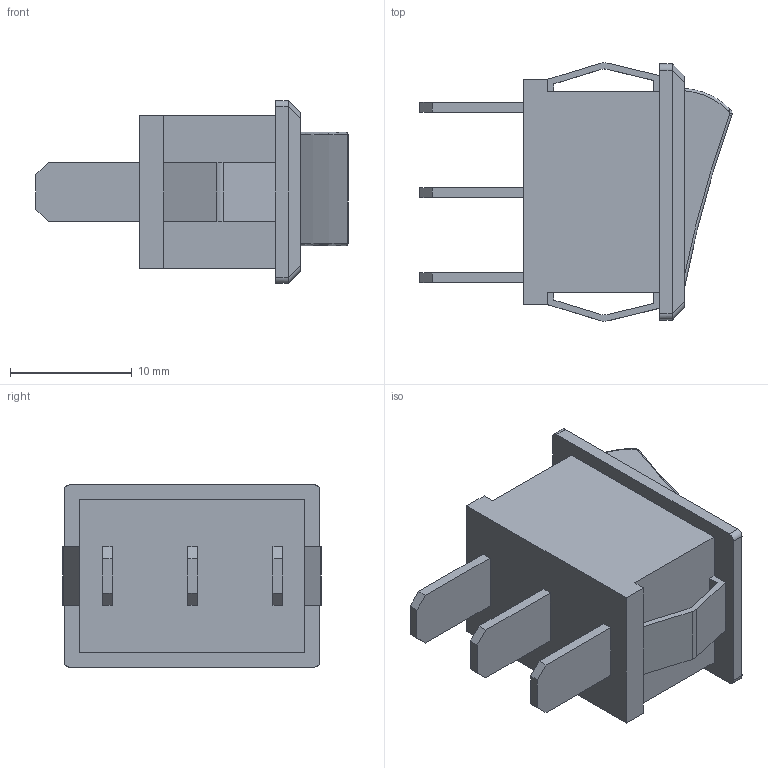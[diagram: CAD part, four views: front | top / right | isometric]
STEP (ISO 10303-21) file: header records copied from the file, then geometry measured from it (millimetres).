
FILE_DESCRIPTION(('HOOPS Exchange Step'),'2;1');
FILE_NAME('temp_export','2025-10-02T10:00:23-07:00',('manea'),('Shapr3D Limited'),'HOOPS Exchange 2025.5','Shapr3D','Authorized');
FILE_SCHEMA( ('AP242_MANAGED_MODEL_BASED_3D_ENGINEERING_MIM_LF {1 0 10303 442 1 1 4}') );
Length unit declared in the file: millimetre
Products named in the file (3): wiring; Power kit; root
Assembly tree (2 placements, depth 3):
  root
    Power kit
      wiring
Bounding box: 25.63 x 21.23 x 15 mm (x, y, z)
Volume: 3411.8 mm3; surface area: 1981.3 mm2
Topology: 1 solids, 1 shells, 83 faces, 231 edges, 151 vertices
Faces by surface type: plane 60, cylinder 16, torus 7
Entity records: 2866 total; most frequent: CARTESIAN_POINT 567, ORIENTED_EDGE 462, DIRECTION 445, EDGE_CURVE 231, VECTOR 179, LINE 179, VERTEX_POINT 151, AXIS2_PLACEMENT_3D 133
